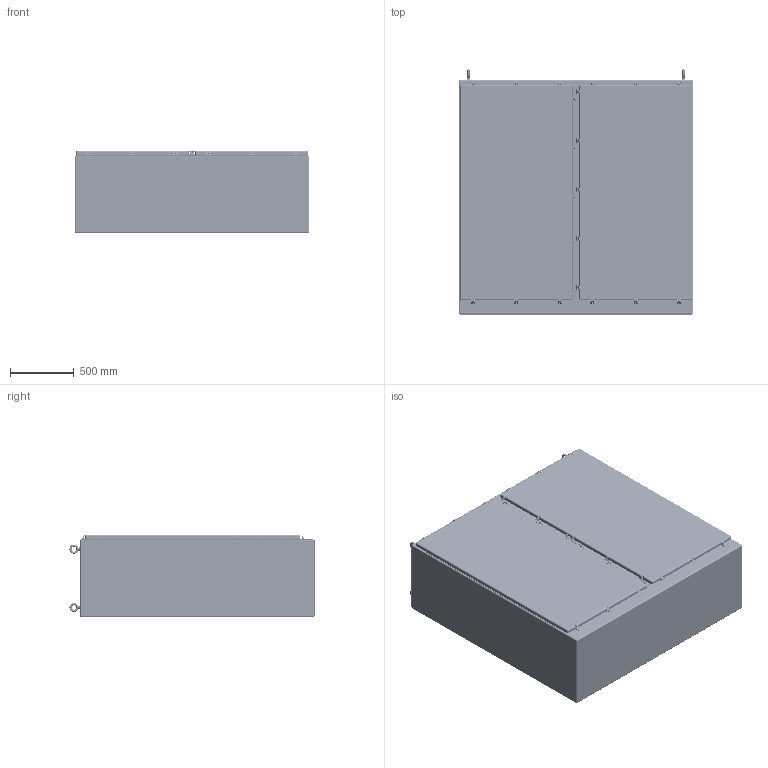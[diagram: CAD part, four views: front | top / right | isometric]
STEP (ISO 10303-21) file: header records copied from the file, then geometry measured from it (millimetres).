
FILE_DESCRIPTION(/* description */ (''),/* implementation_level */ '2;1');
FILE_NAME(/* name */ 'HW-N4X727224CH.stp',/* time_stamp */ '2014-04-17T14:53:58-05:00',/* author */ ('jtigges'),/* organization */ (''),/* preprocessor_version */ 'ST-DEVELOPER v15.2',/* originating_system */ 'Autodesk Inventor 2014',/* authorisation */ '');
FILE_SCHEMA (('AUTOMOTIVE_DESIGN { 1 0 10303 214 3 1 1 }'));
Products named in the file (50): N727224FSDDHWT_BOX; N727224FSDD_RMFBGL_CHANNEL; RMFBGL_ANGLE; RMFBGL_PLATE_4X4X0-125; RMFBGL_PLATE_4X6X0-25; N727224FSDDHWT_COVER; GASKET_FSDD_72X72; WP7272FSU; SS_58_HINGE; RMRIV66; NONEA; NONEB; NONEC; NONED; NONEE; NONEF; NONEG; NONEH; NONEI; NONE; RMLATNLL150_11; RMLATNLL150_12; RMLATNLL150_13; RMLATNLL150_14; RMLATNLL150_15; RMLATNLL150_16; RMLATNLL150_17; RMLATNLL150_18; RMLATNLL150_19; RMLATNLL150_20; RMRIV44; RMSTUD202430PL; RMLATNLL150_21; RMLATNLL150_22; RMLATNLL150_23; RMLATNLL150_24; RMLATNLL150_25; RMLATNLL150_26; RMLATNLL150_27; RMLATNLL150_28 ...
Bounding box: 1841.5 x 1924.69 x 646.76 mm (x, y, z)
Volume: 79055465.7 mm3; surface area: 25772953.7 mm2
Topology: 432 solids, 432 shells, 7826 faces, 19590 edges, 12794 vertices
Faces by surface type: plane 3628, cylinder 2958, bspline 530, cone 380, torus 188, sphere 142
Full cylindrical faces by diameter (mm): 2.4 x22, 2.7 x44, 3 x22, 3.048 x2, 3.175 x176, 3.25 x22, 3.302 x44, 3.5 x22, 4.2 x44, 4.609 x22, 4.618 x22, 4.699 x72, 4.7 x22, 4.9 x22, 5 x44, 5.131 x36, 5.3 x22, 6.35 x88, 9.525 x78, 13.3 x22, 13.5 x22, 15.875 x2, 16.307 x4, 16.85 x76, 19.05 x82, 20.625 x4, 37.313 x4
Entity records: 45927 total; most frequent: CARTESIAN_POINT 23469, DIRECTION 4868, ORIENTED_EDGE 3414, AXIS2_PLACEMENT_3D 2072, EDGE_CURVE 1707, EDGE_LOOP 1379, VERTEX_POINT 1254, ADVANCED_FACE 823
